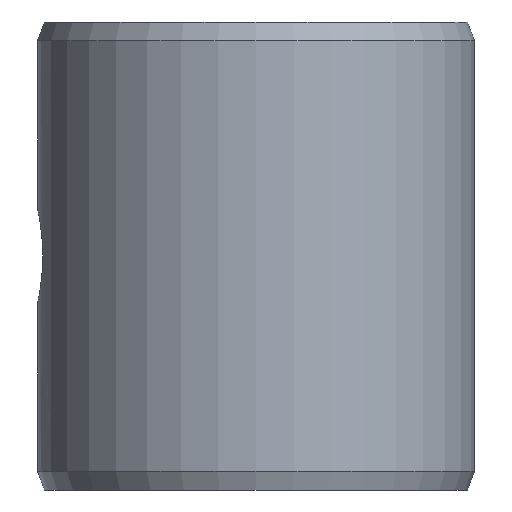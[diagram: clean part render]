
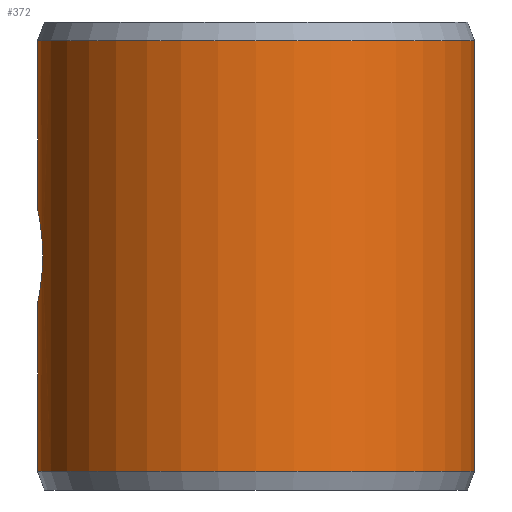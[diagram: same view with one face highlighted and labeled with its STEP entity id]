
A CAD part, left-side view. The second image highlights one B-rep face of the part: STEP entity #372.
In plain terms, the highlighted cylindrical face has radius 7 mm (diameter 14 mm), a partial arc.
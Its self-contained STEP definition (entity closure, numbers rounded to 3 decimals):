
#65=CARTESIAN_POINT('',(0.,7.,1.5));
#66=CARTESIAN_POINT('',(-0.097,7.,1.5));
#67=CARTESIAN_POINT('',(-0.289,6.996,1.482));
#68=CARTESIAN_POINT('',(-0.58,6.978,1.394));
#69=CARTESIAN_POINT('',(-0.84,6.951,1.254));
#70=CARTESIAN_POINT('',(-1.068,6.919,1.067));
#71=CARTESIAN_POINT('',(-1.255,6.887,0.839));
#72=CARTESIAN_POINT('',(-1.395,6.86,0.579));
#73=CARTESIAN_POINT('',(-1.481,6.842,0.294));
#74=CARTESIAN_POINT('',(-1.5,6.837,0.099));
#75=CARTESIAN_POINT('',(-1.5,6.837,0.));
#77=CARTESIAN_POINT('',(0.,0.,6.9));
#78=DIRECTION('',(0.,0.,-1.));
#79=DIRECTION('',(0.,-1.,0.));
#80=AXIS2_PLACEMENT_3D('',#77,#78,#79);
#82=CARTESIAN_POINT('',(-1.5,6.837,0.));
#83=CARTESIAN_POINT('',(-1.5,6.837,-0.099));
#84=CARTESIAN_POINT('',(-1.481,6.842,-0.294));
#85=CARTESIAN_POINT('',(-1.394,6.86,-0.579));
#86=CARTESIAN_POINT('',(-1.255,6.887,-0.84));
#87=CARTESIAN_POINT('',(-1.068,6.919,-1.067));
#88=CARTESIAN_POINT('',(-0.84,6.951,-1.254));
#89=CARTESIAN_POINT('',(-0.58,6.978,-1.394));
#90=CARTESIAN_POINT('',(-0.289,6.996,-1.482));
#91=CARTESIAN_POINT('',(-0.097,7.,-1.5));
#92=CARTESIAN_POINT('',(0.,7.,-1.5));
#118=DIRECTION('',(0.,0.,-1.));
#119=VECTOR('',#118,5.4);
#120=CARTESIAN_POINT('',(0.,7.,-1.5));
#121=LINE('',#120,#119);
#122=DIRECTION('',(0.,0.,-1.));
#123=VECTOR('',#122,13.8);
#124=CARTESIAN_POINT('',(0.,-7.,6.9));
#125=LINE('',#124,#123);
#131=DIRECTION('',(0.,0.,-1.));
#132=VECTOR('',#131,5.4);
#133=CARTESIAN_POINT('',(0.,7.,6.9));
#134=LINE('',#133,#132);
#196=CARTESIAN_POINT('',(0.,0.,-6.9));
#197=DIRECTION('',(0.,0.,-1.));
#198=DIRECTION('',(0.,-1.,0.));
#199=AXIS2_PLACEMENT_3D('',#196,#197,#198);
#247=CARTESIAN_POINT('',(0.,-7.,6.9));
#249=VERTEX_POINT('',#247);
#250=CARTESIAN_POINT('',(0.,-7.,-6.9));
#251=VERTEX_POINT('',#250);
#263=CARTESIAN_POINT('',(0.,7.,6.9));
#265=VERTEX_POINT('',#263);
#266=CARTESIAN_POINT('',(0.,7.,-6.9));
#268=VERTEX_POINT('',#266);
#274=VERTEX_POINT('',#65);
#275=VERTEX_POINT('',#75);
#276=VERTEX_POINT('',#92);
#352=CARTESIAN_POINT('',(0.,0.,8.25));
#353=DIRECTION('',(0.,0.,-1.));
#354=DIRECTION('',(0.,-1.,0.));
#355=AXIS2_PLACEMENT_3D('',#352,#353,#354);
#356=CYLINDRICAL_SURFACE('',#355,7.);
#357=ORIENTED_EDGE('',*,*,#338,.F.);
#359=ORIENTED_EDGE('',*,*,#358,.F.);
#361=ORIENTED_EDGE('',*,*,#360,.F.);
#363=ORIENTED_EDGE('',*,*,#362,.T.);
#365=ORIENTED_EDGE('',*,*,#364,.T.);
#367=ORIENTED_EDGE('',*,*,#366,.F.);
#369=ORIENTED_EDGE('',*,*,#368,.F.);
#370=EDGE_LOOP('',(#357,#359,#361,#363,#365,#367,#369));
#371=FACE_OUTER_BOUND('',#370,.F.);
#372=ADVANCED_FACE('',(#371),#356,.T.);
#76=B_SPLINE_CURVE_WITH_KNOTS('',3,(#65,#66,#67,#68,#69,#70,#71,#72,#73,#74,
#75),.UNSPECIFIED.,.F.,.F.,(4,1,1,1,1,1,1,1,4),(0.,0.125,0.25,0.375,
0.5,0.625,0.75,0.875,1.),.UNSPECIFIED.);
#81=CIRCLE('',#80,7.);
#93=B_SPLINE_CURVE_WITH_KNOTS('',3,(#82,#83,#84,#85,#86,#87,#88,#89,#90,#91,
#92),.UNSPECIFIED.,.F.,.F.,(4,1,1,1,1,1,1,1,4),(0.,0.125,0.25,0.375,
0.5,0.625,0.75,0.875,1.),.UNSPECIFIED.);
#200=CIRCLE('',#199,7.);
#338=EDGE_CURVE('',#274,#275,#76,.T.);
#358=EDGE_CURVE('',#265,#274,#134,.T.);
#360=EDGE_CURVE('',#249,#265,#81,.T.);
#362=EDGE_CURVE('',#249,#251,#125,.T.);
#364=EDGE_CURVE('',#251,#268,#200,.T.);
#366=EDGE_CURVE('',#276,#268,#121,.T.);
#368=EDGE_CURVE('',#275,#276,#93,.T.);
